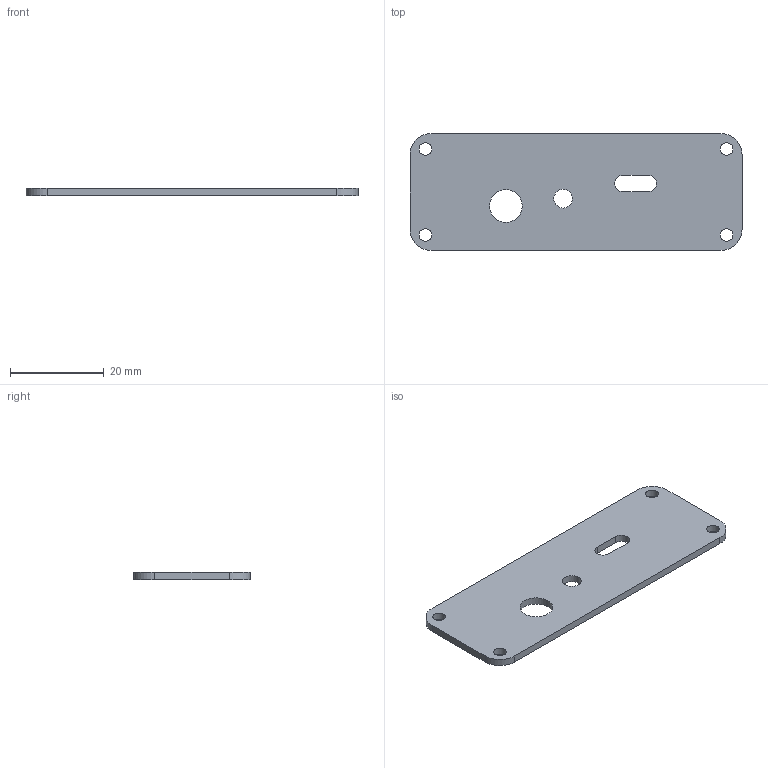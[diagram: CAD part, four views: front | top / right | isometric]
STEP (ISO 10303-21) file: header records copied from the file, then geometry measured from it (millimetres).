
FILE_DESCRIPTION(('KiCad electronic assembly'),'2;1');
FILE_NAME('BackPanelRevB.step','2020-05-05T19:06:10',('An Author'),( 'A Company'),'Open CASCADE STEP processor 7.4', 'KiCad to STEP converter','Unknown');
FILE_SCHEMA(('AUTOMOTIVE_DESIGN { 1 0 10303 214 1 1 1 1 }'));
Length unit declared in the file: millimetre
Products named in the file (2): Open CASCADE STEP translator 7.4 1; COMPOUND
Assembly tree (1 placements, depth 2):
  Open CASCADE STEP translator 7.4 1
    COMPOUND
Bounding box: 71 x 25 x 1.6 mm (x, y, z)
Volume: 2647.7 mm3; surface area: 3749.2 mm2
Topology: 1 solids, 1 shells, 20 faces, 54 edges, 36 vertices
Faces by surface type: cylinder 12, plane 8
Full cylindrical faces by diameter (mm): 2.7 x4, 4 x1, 7 x1
Entity records: 1419 total; most frequent: DIRECTION 230, CARTESIAN_POINT 220, LINE 114, VECTOR 114, ORIENTED_EDGE 108, PCURVE 108, DEFINITIONAL_REPRESENTATION 108, EDGE_CURVE 54
